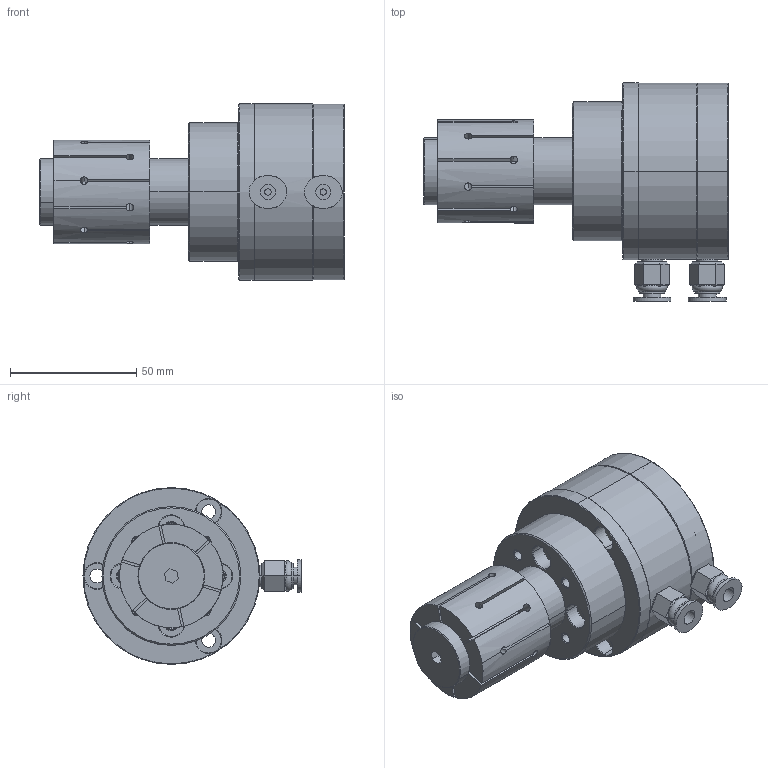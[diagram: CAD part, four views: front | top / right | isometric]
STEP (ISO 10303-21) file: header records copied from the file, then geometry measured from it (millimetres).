
FILE_DESCRIPTION (( 'STEP AP214' ), '1' );
FILE_NAME ('DAS-10+双锥.STEP', '2024-01-26T15:05:19', ( '微软用户' ), ( '微软中国' ), 'SwSTEP 2.0', 'SolidWorks 2023', '' );
FILE_SCHEMA (( 'AUTOMOTIVE_DESIGN' ));
Length unit declared in the file: millimetre
Products named in the file (6): DAS-10  双锥; DAS-10; DAS-10 双锥-拉杆; DAS-10 双锥-底座; DAS-10 双锥-涨套; DAS-10+双锥
Assembly tree (5 placements, depth 3):
  DAS-10+双锥
    DAS-10
    DAS-10  双锥
      DAS-10 双锥-底座
      DAS-10 双锥-涨套
      DAS-10 双锥-拉杆
Bounding box: 120.8 x 86.45 x 70.1 mm (x, y, z)
Volume: 248901 mm3; surface area: 64340.2 mm2
Topology: 6 solids, 6 shells, 595 faces, 1393 edges, 836 vertices
Faces by surface type: cylinder 247, plane 158, cone 153, torus 22, bspline 15
Entity records: 26738 total; most frequent: CARTESIAN_POINT 9060, DIRECTION 2863, ORIENTED_EDGE 2746, EDGE_CURVE 1373, AXIS2_PLACEMENT_3D 1127, VERTEX_POINT 836, EDGE_LOOP 677, LINE 609
